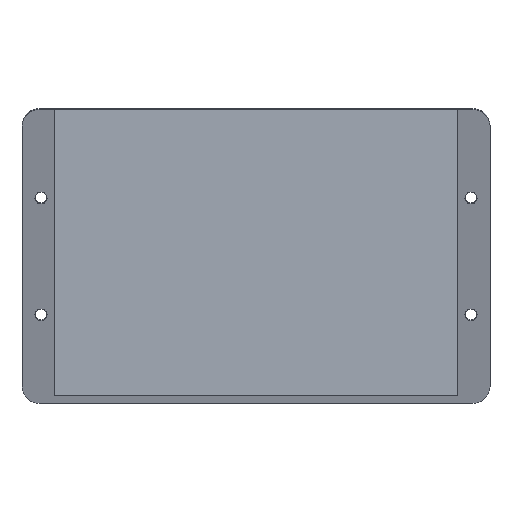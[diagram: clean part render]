
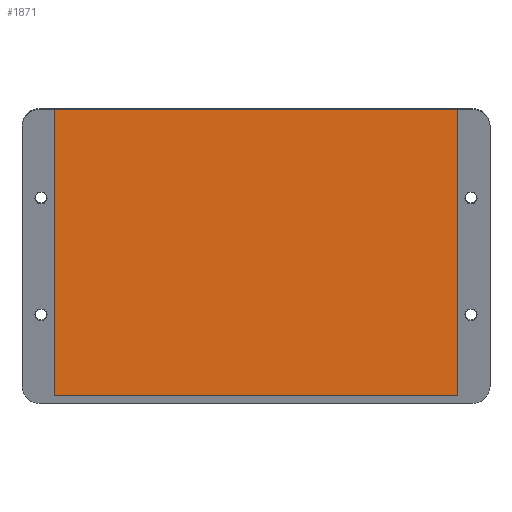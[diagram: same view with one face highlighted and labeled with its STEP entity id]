
A CAD part, top view. The second image highlights one B-rep face of the part: STEP entity #1871.
In plain terms, the highlighted planar face has unit normal (0, 0, 1).
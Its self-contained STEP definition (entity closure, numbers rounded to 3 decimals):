
#85=PLANE('',#2015);
#169=FACE_OUTER_BOUND('',#285,.T.);
#285=EDGE_LOOP('',(#1447,#1448,#1449,#1450));
#431=LINE('',#2837,#635);
#434=LINE('',#2843,#638);
#437=LINE('',#2849,#641);
#440=LINE('',#2853,#644);
#635=VECTOR('',#2295,10.);
#638=VECTOR('',#2300,10.);
#641=VECTOR('',#2305,10.);
#644=VECTOR('',#2310,10.);
#889=VERTEX_POINT('',#2834);
#890=VERTEX_POINT('',#2836);
#892=VERTEX_POINT('',#2842);
#894=VERTEX_POINT('',#2848);
#1091=EDGE_CURVE('',#890,#889,#431,.T.);
#1094=EDGE_CURVE('',#892,#890,#434,.T.);
#1097=EDGE_CURVE('',#894,#892,#437,.T.);
#1100=EDGE_CURVE('',#889,#894,#440,.T.);
#1447=ORIENTED_EDGE('',*,*,#1100,.T.);
#1448=ORIENTED_EDGE('',*,*,#1097,.T.);
#1449=ORIENTED_EDGE('',*,*,#1094,.T.);
#1450=ORIENTED_EDGE('',*,*,#1091,.T.);
#1871=ADVANCED_FACE('',(#169),#85,.T.);
#2015=AXIS2_PLACEMENT_3D('',#2854,#2311,#2312);
#2295=DIRECTION('',(-1.,0.,0.));
#2300=DIRECTION('',(0.,1.,0.));
#2305=DIRECTION('',(1.,0.,0.));
#2310=DIRECTION('',(0.,-1.,0.));
#2311=DIRECTION('center_axis',(0.,0.,1.));
#2312=DIRECTION('ref_axis',(1.,0.,0.));
#2834=CARTESIAN_POINT('',(-116.5,84.484,24.708));
#2836=CARTESIAN_POINT('',(116.5,84.484,24.708));
#2837=CARTESIAN_POINT('',(116.5,84.484,24.708));
#2842=CARTESIAN_POINT('',(116.5,-80.962,24.708));
#2843=CARTESIAN_POINT('',(116.5,-80.962,24.708));
#2848=CARTESIAN_POINT('',(-116.5,-80.962,24.708));
#2849=CARTESIAN_POINT('',(-116.5,-80.962,24.708));
#2853=CARTESIAN_POINT('',(-116.5,84.484,24.708));
#2854=CARTESIAN_POINT('Origin',(0.,1.761,24.708));
